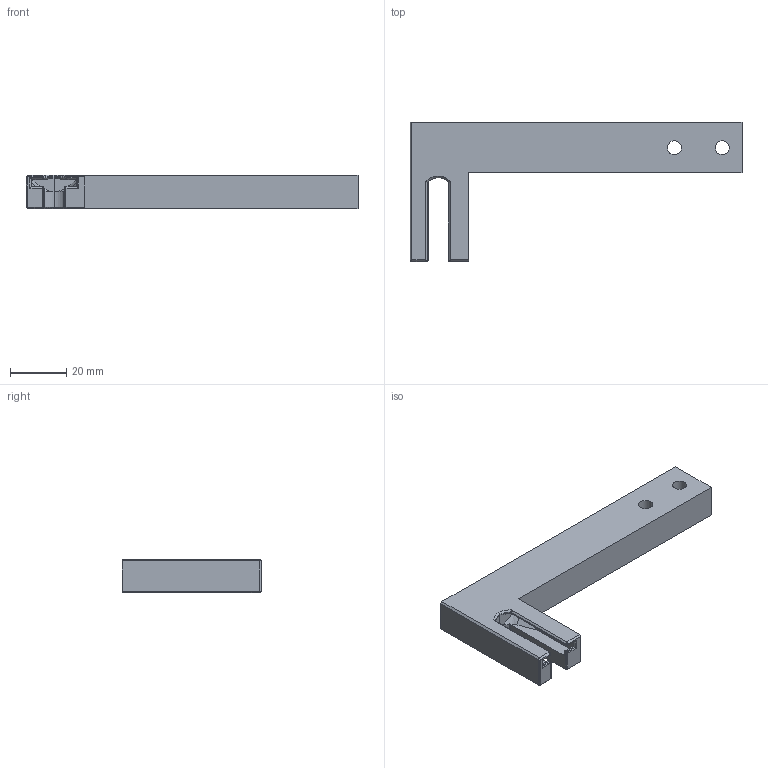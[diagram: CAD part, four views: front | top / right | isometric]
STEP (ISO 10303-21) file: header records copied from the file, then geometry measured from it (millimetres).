
FILE_DESCRIPTION(('HOOPS Exchange Step'),'2;1');
FILE_NAME('temp_export','2024-07-07T09:52:00-14:00',('bjonk'),('Shapr3D Limited'),'HOOPS Exchange 2024.2','Shapr3D','Authorized');
FILE_SCHEMA( ('AUTOMOTIVE_DESIGN { 1 0 10303 214 1 1 1 1 }') );
Length unit declared in the file: millimetre
Products named in the file (3): Euclid Mount; My variations; root
Assembly tree (2 placements, depth 3):
  root
    My variations
      Euclid Mount
Bounding box: 117.92 x 49.47 x 12 mm (x, y, z)
Volume: 29091.6 mm3; surface area: 10527.6 mm2
Topology: 1 solids, 1 shells, 124 faces, 312 edges, 186 vertices
Faces by surface type: cylinder 47, plane 47, cone 26, sphere 4
Full cylindrical faces by diameter (mm): 5 x2, 6 x2
Entity records: 3826 total; most frequent: CARTESIAN_POINT 897, ORIENTED_EDGE 612, DIRECTION 584, EDGE_CURVE 306, AXIS2_PLACEMENT_3D 208, VERTEX_POINT 186, VECTOR 168, LINE 168
